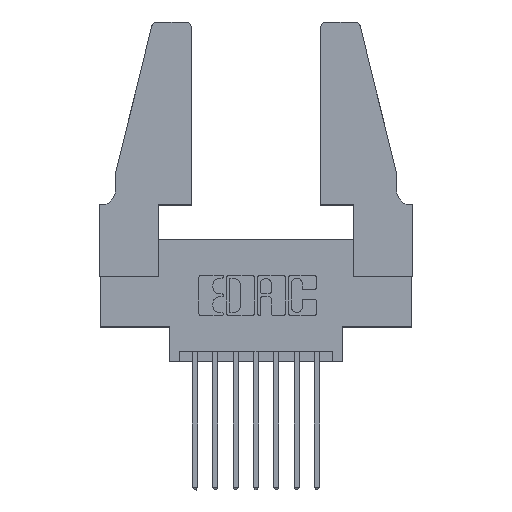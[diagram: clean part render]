
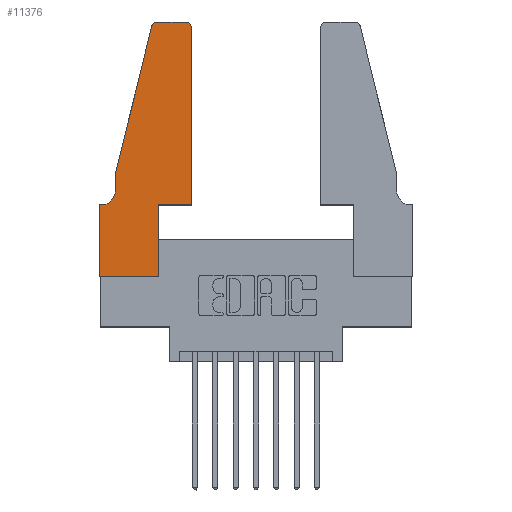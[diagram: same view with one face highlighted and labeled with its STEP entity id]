
A CAD part, top view. The second image highlights one B-rep face of the part: STEP entity #11376.
In plain terms, the highlighted planar face has unit normal (0, 0, 1).
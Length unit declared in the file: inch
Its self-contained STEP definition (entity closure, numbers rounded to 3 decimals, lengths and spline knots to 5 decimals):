
#31 = CARTESIAN_POINT ( 'NONE',  ( 0.25487, 1.22718, 0.37 ) ) ;
#52 = AXIS2_PLACEMENT_3D ( 'NONE', #1872, #10590, #5892 ) ;
#131 = ORIENTED_EDGE ( 'NONE', *, *, #11426, .T. ) ;
#160 = LINE ( 'NONE', #7727, #6395 ) ;
#190 = ORIENTED_EDGE ( 'NONE', *, *, #2614, .T. ) ;
#500 = ORIENTED_EDGE ( 'NONE', *, *, #6189, .T. ) ;
#639 = ORIENTED_EDGE ( 'NONE', *, *, #8233, .T. ) ;
#690 = DIRECTION ( 'NONE',  ( 1., 0., 0. ) ) ;
#844 = DIRECTION ( 'NONE',  ( -1., 0., 0. ) ) ;
#890 = CARTESIAN_POINT ( 'NONE',  ( 0.0755, 0.42, 0.37 ) ) ;
#1124 = CARTESIAN_POINT ( 'NONE',  ( 0.4505, 0.35, 0.37 ) ) ;
#1285 = EDGE_CURVE ( 'NONE', #6097, #11717, #5710, .T. ) ;
#1595 = EDGE_CURVE ( 'NONE', #5751, #7853, #4477, .T. ) ;
#1872 = CARTESIAN_POINT ( 'NONE',  ( 0., 0.35, 0.37 ) ) ;
#1963 = FACE_OUTER_BOUND ( 'NONE', #2315, .T. ) ;
#2042 = CARTESIAN_POINT ( 'NONE',  ( 0.2865, 0., 0.37 ) ) ;
#2201 = EDGE_CURVE ( 'NONE', #6254, #4111, #12324, .T. ) ;
#2315 = EDGE_LOOP ( 'NONE', ( #9726, #7415, #4217, #190, #12504, #11678, #500, #639, #131, #3974, #12535, #3769 ) ) ;
#2558 = CARTESIAN_POINT ( 'NONE',  ( 0., 0.35, 0.37 ) ) ;
#2614 = EDGE_CURVE ( 'NONE', #10218, #6097, #7751, .T. ) ;
#2802 = CARTESIAN_POINT ( 'NONE',  ( 0.0055, 0.42, 0.37 ) ) ;
#3002 = CARTESIAN_POINT ( 'NONE',  ( 0.2865, 0.35, 0.37 ) ) ;
#3575 = CARTESIAN_POINT ( 'NONE',  ( 0.0055, 0.35, 0.37 ) ) ;
#3769 = ORIENTED_EDGE ( 'NONE', *, *, #5514, .T. ) ;
#3867 = DIRECTION ( 'NONE',  ( 0., 1., 0. ) ) ;
#3974 = ORIENTED_EDGE ( 'NONE', *, *, #1595, .T. ) ;
#4111 = VERTEX_POINT ( 'NONE', #31 ) ;
#4217 = ORIENTED_EDGE ( 'NONE', *, *, #9921, .T. ) ;
#4290 = VECTOR ( 'NONE', #10347, 39.37008 ) ;
#4477 = LINE ( 'NONE', #11380, #12033 ) ;
#4529 = AXIS2_PLACEMENT_3D ( 'NONE', #7997, #11897, #11861 ) ;
#4580 = VERTEX_POINT ( 'NONE', #2558 ) ;
#4836 = VECTOR ( 'NONE', #3867, 39.37008 ) ;
#4876 = PLANE ( 'NONE',  #52 ) ;
#5014 = AXIS2_PLACEMENT_3D ( 'NONE', #10451, #7658, #11569 ) ;
#5104 = CARTESIAN_POINT ( 'NONE',  ( 0.284, 1.25, 0.37 ) ) ;
#5514 = EDGE_CURVE ( 'NONE', #10359, #9747, #9515, .T. ) ;
#5672 = DIRECTION ( 'NONE',  ( -1., 0., 0. ) ) ;
#5710 = CIRCLE ( 'NONE', #12271, 0.07 ) ;
#5751 = VERTEX_POINT ( 'NONE', #10736 ) ;
#5892 = DIRECTION ( 'NONE',  ( 1., 0., 0. ) ) ;
#6097 = VERTEX_POINT ( 'NONE', #890 ) ;
#6189 = EDGE_CURVE ( 'NONE', #4580, #11299, #10728, .T. ) ;
#6254 = VERTEX_POINT ( 'NONE', #5104 ) ;
#6395 = VECTOR ( 'NONE', #10683, 39.37008 ) ;
#6490 = LINE ( 'NONE', #3002, #4836 ) ;
#6727 = VECTOR ( 'NONE', #8495, 39.37008 ) ;
#6910 = CARTESIAN_POINT ( 'NONE',  ( 0., 0., 0.37 ) ) ;
#7040 = DIRECTION ( 'NONE',  ( 0., 1., 0. ) ) ;
#7136 = EDGE_CURVE ( 'NONE', #7853, #10359, #7491, .T. ) ;
#7250 = CARTESIAN_POINT ( 'NONE',  ( 0.0755, 0.35, 0.37 ) ) ;
#7281 = DIRECTION ( 'NONE',  ( 0., -1., 0. ) ) ;
#7415 = ORIENTED_EDGE ( 'NONE', *, *, #2201, .T. ) ;
#7491 = LINE ( 'NONE', #9009, #12345 ) ;
#7530 = CARTESIAN_POINT ( 'NONE',  ( 0.4205, 1.25, 0.37 ) ) ;
#7658 = DIRECTION ( 'NONE',  ( 0., 0., 1. ) ) ;
#7727 = CARTESIAN_POINT ( 'NONE',  ( 0.0755, 0.5, 0.37 ) ) ;
#7751 = LINE ( 'NONE', #11381, #4290 ) ;
#7853 = VERTEX_POINT ( 'NONE', #1124 ) ;
#7997 = CARTESIAN_POINT ( 'NONE',  ( 0.4205, 1.22, 0.37 ) ) ;
#8120 = VECTOR ( 'NONE', #7281, 39.37008 ) ;
#8233 = EDGE_CURVE ( 'NONE', #11299, #11396, #10820, .T. ) ;
#8356 = VECTOR ( 'NONE', #5672, 39.37008 ) ;
#8483 = EDGE_CURVE ( 'NONE', #11717, #4580, #11718, .T. ) ;
#8495 = DIRECTION ( 'NONE',  ( -1., 0., 0. ) ) ;
#8686 = CARTESIAN_POINT ( 'NONE',  ( 0., 0., 0.37 ) ) ;
#8808 = DIRECTION ( 'NONE',  ( 1., 0., 0. ) ) ;
#8932 = EDGE_CURVE ( 'NONE', #9747, #6254, #10649, .T. ) ;
#9009 = CARTESIAN_POINT ( 'NONE',  ( 0.4505, 0.35, 0.37 ) ) ;
#9346 = CARTESIAN_POINT ( 'NONE',  ( 0.0755, 0.5, 0.37 ) ) ;
#9515 = CIRCLE ( 'NONE', #4529, 0.03 ) ;
#9606 = CARTESIAN_POINT ( 'NONE',  ( 0.2605, 1.25, 0.37 ) ) ;
#9726 = ORIENTED_EDGE ( 'NONE', *, *, #8932, .T. ) ;
#9747 = VERTEX_POINT ( 'NONE', #7530 ) ;
#9759 = VECTOR ( 'NONE', #8808, 39.37008 ) ;
#9921 = EDGE_CURVE ( 'NONE', #4111, #10218, #160, .T. ) ;
#10218 = VERTEX_POINT ( 'NONE', #9346 ) ;
#10347 = DIRECTION ( 'NONE',  ( 0., -1., 0. ) ) ;
#10359 = VERTEX_POINT ( 'NONE', #11232 ) ;
#10451 = CARTESIAN_POINT ( 'NONE',  ( 0.284, 1.22, 0.37 ) ) ;
#10512 = DIRECTION ( 'NONE',  ( 0., 0., -1. ) ) ;
#10590 = DIRECTION ( 'NONE',  ( 0., 0., 1. ) ) ;
#10649 = LINE ( 'NONE', #9606, #8356 ) ;
#10683 = DIRECTION ( 'NONE',  ( -0.239, -0.971, 0. ) ) ;
#10728 = LINE ( 'NONE', #6910, #8120 ) ;
#10736 = CARTESIAN_POINT ( 'NONE',  ( 0.2865, 0.35, 0.37 ) ) ;
#10820 = LINE ( 'NONE', #11716, #9759 ) ;
#11232 = CARTESIAN_POINT ( 'NONE',  ( 0.4505, 1.22, 0.37 ) ) ;
#11299 = VERTEX_POINT ( 'NONE', #8686 ) ;
#11376 = ADVANCED_FACE ( 'NONE', ( #1963 ), #4876, .T. ) ;
#11380 = CARTESIAN_POINT ( 'NONE',  ( 0.4505, 0.35, 0.37 ) ) ;
#11381 = CARTESIAN_POINT ( 'NONE',  ( 0.0755, 0.5, 0.37 ) ) ;
#11396 = VERTEX_POINT ( 'NONE', #2042 ) ;
#11426 = EDGE_CURVE ( 'NONE', #11396, #5751, #6490, .T. ) ;
#11569 = DIRECTION ( 'NONE',  ( 1., 0., 0. ) ) ;
#11678 = ORIENTED_EDGE ( 'NONE', *, *, #8483, .T. ) ;
#11716 = CARTESIAN_POINT ( 'NONE',  ( 0., 0., 0.37 ) ) ;
#11717 = VERTEX_POINT ( 'NONE', #3575 ) ;
#11718 = LINE ( 'NONE', #7250, #6727 ) ;
#11861 = DIRECTION ( 'NONE',  ( 1., 0., 0. ) ) ;
#11897 = DIRECTION ( 'NONE',  ( 0., 0., 1. ) ) ;
#12033 = VECTOR ( 'NONE', #690, 39.37008 ) ;
#12271 = AXIS2_PLACEMENT_3D ( 'NONE', #2802, #10512, #844 ) ;
#12324 = CIRCLE ( 'NONE', #5014, 0.03 ) ;
#12345 = VECTOR ( 'NONE', #7040, 39.37008 ) ;
#12504 = ORIENTED_EDGE ( 'NONE', *, *, #1285, .T. ) ;
#12535 = ORIENTED_EDGE ( 'NONE', *, *, #7136, .T. ) ;
